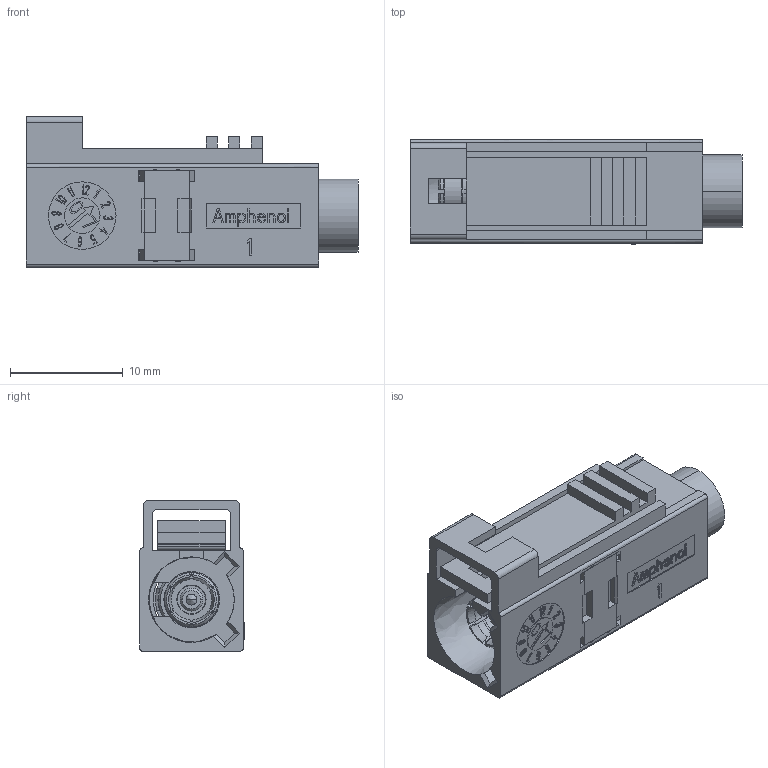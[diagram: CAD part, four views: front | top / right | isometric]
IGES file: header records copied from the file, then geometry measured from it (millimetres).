
Start section:  PTC IGES file: FA1-NDSJ-C04-0_REV-E.igs
Global section: file name: FA1-NDSJ-C04-0_REV-E.igs; native system: Pro/ENGINEER by Parametric Technology Corporation; preprocessor: 2008010; author: clementlazer; organization: Unknown; date: 20090122.181427; units: inch
Bounding box: 29.5 x 9.3 x 13.4 mm (x, y, z)
Surface area: 3399.2 mm2 (no closed solid volume)
Topology: 0 solids, 0 shells, 302 faces, 2952 edges, 2950 vertices
Faces by surface type: bspline 201, revolution 101
